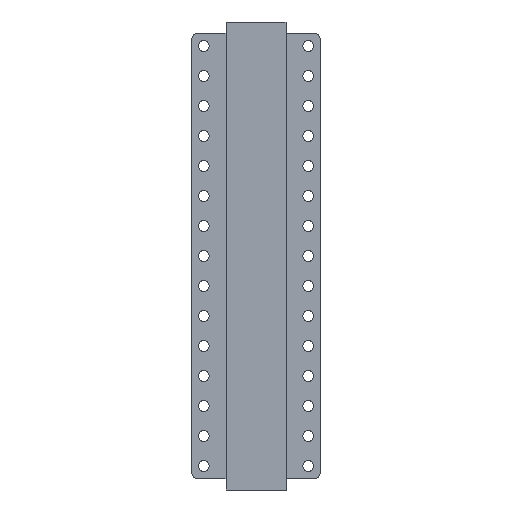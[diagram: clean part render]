
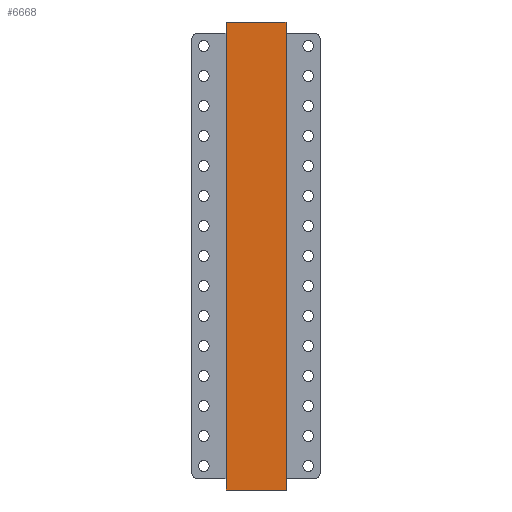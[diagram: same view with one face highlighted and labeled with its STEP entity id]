
A CAD part, front view. The second image highlights one B-rep face of the part: STEP entity #6668.
In plain terms, the highlighted planar face has unit normal (0, -1, 0).
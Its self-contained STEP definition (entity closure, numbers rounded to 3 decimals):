
#98 = CARTESIAN_POINT ( 'NONE',  ( 25., -199.5, 105. ) ) ;
#313 = DIRECTION ( 'NONE',  ( -1., 0., 0. ) ) ;
#362 = VERTEX_POINT ( 'NONE', #3741 ) ;
#493 = LINE ( 'NONE', #2188, #6430 ) ;
#713 = EDGE_LOOP ( 'NONE', ( #945, #3677, #1788, #5966 ) ) ;
#807 = LINE ( 'NONE', #3044, #7009 ) ;
#945 = ORIENTED_EDGE ( 'NONE', *, *, #4568, .F. ) ;
#1025 = VECTOR ( 'NONE', #1325, 1000. ) ;
#1325 = DIRECTION ( 'NONE',  ( -1., 0., 0. ) ) ;
#1338 = CARTESIAN_POINT ( 'NONE',  ( 25., -199.5, 105. ) ) ;
#1788 = ORIENTED_EDGE ( 'NONE', *, *, #6582, .T. ) ;
#1997 = VERTEX_POINT ( 'NONE', #1338 ) ;
#2188 = CARTESIAN_POINT ( 'NONE',  ( 25., -199.5, 105. ) ) ;
#2294 = FACE_OUTER_BOUND ( 'NONE', #713, .T. ) ;
#2826 = VERTEX_POINT ( 'NONE', #2846 ) ;
#2846 = CARTESIAN_POINT ( 'NONE',  ( -25., -199.5, 495. ) ) ;
#2886 = PLANE ( 'NONE',  #5375 ) ;
#2955 = CARTESIAN_POINT ( 'NONE',  ( -25., -199.5, 105. ) ) ;
#3044 = CARTESIAN_POINT ( 'NONE',  ( 25., -199.5, 495. ) ) ;
#3450 = LINE ( 'NONE', #5685, #1025 ) ;
#3677 = ORIENTED_EDGE ( 'NONE', *, *, #5996, .F. ) ;
#3741 = CARTESIAN_POINT ( 'NONE',  ( 25., -199.5, 495. ) ) ;
#3793 = CARTESIAN_POINT ( 'NONE',  ( -25., -199.5, 105. ) ) ;
#3886 = DIRECTION ( 'NONE',  ( 0., -1., 0. ) ) ;
#4355 = EDGE_CURVE ( 'NONE', #362, #2826, #807, .T. ) ;
#4393 = DIRECTION ( 'NONE',  ( 0., 0., -1. ) ) ;
#4568 = EDGE_CURVE ( 'NONE', #4827, #2826, #6143, .T. ) ;
#4827 = VERTEX_POINT ( 'NONE', #3793 ) ;
#5375 = AXIS2_PLACEMENT_3D ( 'NONE', #98, #3886, #4393 ) ;
#5635 = DIRECTION ( 'NONE',  ( 0., 0., 1. ) ) ;
#5685 = CARTESIAN_POINT ( 'NONE',  ( 25., -199.5, 105. ) ) ;
#5966 = ORIENTED_EDGE ( 'NONE', *, *, #4355, .T. ) ;
#5996 = EDGE_CURVE ( 'NONE', #1997, #4827, #3450, .T. ) ;
#6143 = LINE ( 'NONE', #2955, #6652 ) ;
#6430 = VECTOR ( 'NONE', #6736, 1000. ) ;
#6582 = EDGE_CURVE ( 'NONE', #1997, #362, #493, .T. ) ;
#6652 = VECTOR ( 'NONE', #5635, 1000. ) ;
#6668 = ADVANCED_FACE ( 'NONE', ( #2294 ), #2886, .T. ) ;
#6736 = DIRECTION ( 'NONE',  ( 0., 0., 1. ) ) ;
#7009 = VECTOR ( 'NONE', #313, 1000. ) ;
